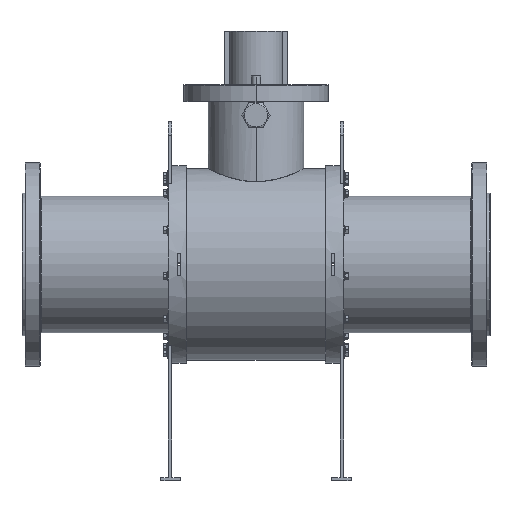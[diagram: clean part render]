
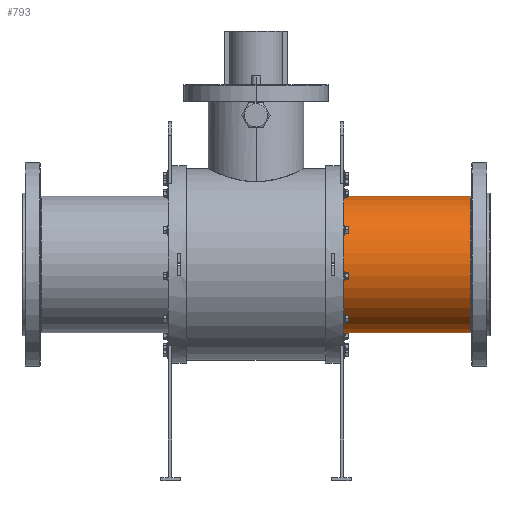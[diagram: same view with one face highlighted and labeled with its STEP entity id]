
A CAD part, top view. The second image highlights one B-rep face of the part: STEP entity #793.
In plain terms, the highlighted cylindrical face has radius 224 mm (diameter 448 mm), a partial arc.
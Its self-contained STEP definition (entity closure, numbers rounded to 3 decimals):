
#397 = AXIS2_PLACEMENT_3D ( 'NONE', #9480, #10232, #1031 ) ;
#430 = CIRCLE ( 'NONE', #11003, 224. ) ;
#485 = CARTESIAN_POINT ( 'NONE',  ( -768.5, -224., 0. ) ) ;
#793 = ADVANCED_FACE ( 'NONE', ( #4088 ), #4164, .T. ) ;
#964 = DIRECTION ( 'NONE',  ( -1., 0., 0. ) ) ;
#1031 = DIRECTION ( 'NONE',  ( 0., -1., 0. ) ) ;
#1902 = CARTESIAN_POINT ( 'NONE',  ( 703.5, -224., 0. ) ) ;
#1951 = CIRCLE ( 'NONE', #3684, 224. ) ;
#2810 = CARTESIAN_POINT ( 'NONE',  ( 703.5, 0., 0. ) ) ;
#2829 = VECTOR ( 'NONE', #11033, 1000. ) ;
#2932 = CARTESIAN_POINT ( 'NONE',  ( 703.5, 224., 0. ) ) ;
#3472 = CARTESIAN_POINT ( 'NONE',  ( 287.5, -224., 0. ) ) ;
#3684 = AXIS2_PLACEMENT_3D ( 'NONE', #2810, #964, #12029 ) ;
#4088 = FACE_OUTER_BOUND ( 'NONE', #7539, .T. ) ;
#4164 = CYLINDRICAL_SURFACE ( 'NONE', #397, 224. ) ;
#5524 = EDGE_CURVE ( 'NONE', #11289, #5728, #430, .T. ) ;
#5728 = VERTEX_POINT ( 'NONE', #3472 ) ;
#5748 = LINE ( 'NONE', #485, #10799 ) ;
#5769 = ORIENTED_EDGE ( 'NONE', *, *, #5524, .T. ) ;
#5971 = EDGE_CURVE ( 'NONE', #8272, #7944, #1951, .T. ) ;
#7539 = EDGE_LOOP ( 'NONE', ( #7939, #12586, #5769, #12497 ) ) ;
#7939 = ORIENTED_EDGE ( 'NONE', *, *, #5971, .T. ) ;
#7944 = VERTEX_POINT ( 'NONE', #2932 ) ;
#8020 = CARTESIAN_POINT ( 'NONE',  ( 287.5, 0., 0. ) ) ;
#8272 = VERTEX_POINT ( 'NONE', #1902 ) ;
#8617 = EDGE_CURVE ( 'NONE', #8272, #5728, #5748, .T. ) ;
#8937 = DIRECTION ( 'NONE',  ( -1., 0., 0. ) ) ;
#9480 = CARTESIAN_POINT ( 'NONE',  ( -768.5, 0., 0. ) ) ;
#10162 = CARTESIAN_POINT ( 'NONE',  ( 287.5, 224., 0. ) ) ;
#10183 = DIRECTION ( 'NONE',  ( 1., 0., 0. ) ) ;
#10232 = DIRECTION ( 'NONE',  ( -1., 0., 0. ) ) ;
#10300 = DIRECTION ( 'NONE',  ( 0., 0., -1. ) ) ;
#10396 = CARTESIAN_POINT ( 'NONE',  ( -768.5, 224., 0. ) ) ;
#10799 = VECTOR ( 'NONE', #8937, 1000. ) ;
#10805 = EDGE_CURVE ( 'NONE', #7944, #11289, #11094, .T. ) ;
#11003 = AXIS2_PLACEMENT_3D ( 'NONE', #8020, #10183, #10300 ) ;
#11033 = DIRECTION ( 'NONE',  ( -1., 0., 0. ) ) ;
#11094 = LINE ( 'NONE', #10396, #2829 ) ;
#11289 = VERTEX_POINT ( 'NONE', #10162 ) ;
#12029 = DIRECTION ( 'NONE',  ( 0., 1., 0. ) ) ;
#12497 = ORIENTED_EDGE ( 'NONE', *, *, #8617, .F. ) ;
#12586 = ORIENTED_EDGE ( 'NONE', *, *, #10805, .T. ) ;
